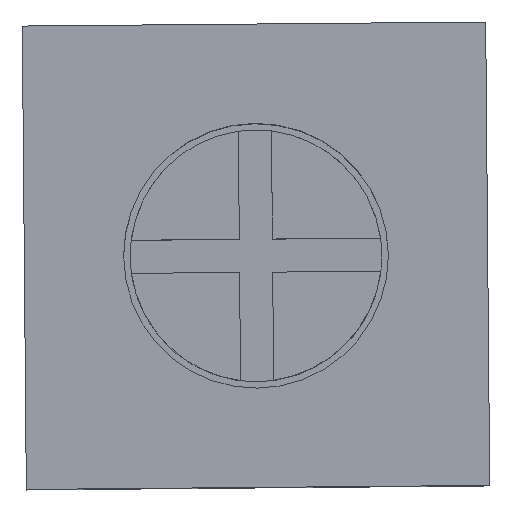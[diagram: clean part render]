
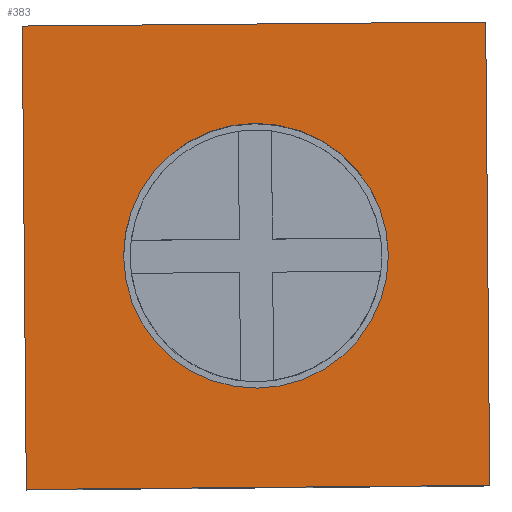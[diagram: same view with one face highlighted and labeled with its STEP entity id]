
A CAD part, top view. The second image highlights one B-rep face of the part: STEP entity #383.
In plain terms, the highlighted planar face has unit normal (0, 0, 1).
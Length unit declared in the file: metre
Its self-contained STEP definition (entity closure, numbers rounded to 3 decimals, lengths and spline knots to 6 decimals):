
#17=FACE_BOUND('',#64,.T.);
#18=PLANE('',#429);
#40=FACE_OUTER_BOUND('',#63,.T.);
#63=EDGE_LOOP('',(#276,#277,#278,#279));
#64=EDGE_LOOP('',(#280));
#87=LINE('',#585,#129);
#88=LINE('',#587,#130);
#89=LINE('',#589,#131);
#90=LINE('',#590,#132);
#129=VECTOR('',#472,1.);
#130=VECTOR('',#473,1.);
#131=VECTOR('',#474,1.);
#132=VECTOR('',#475,1.);
#171=CIRCLE('',#428,0.002);
#183=VERTEX_POINT('',#579);
#184=VERTEX_POINT('',#583);
#185=VERTEX_POINT('',#584);
#186=VERTEX_POINT('',#586);
#187=VERTEX_POINT('',#588);
#220=EDGE_CURVE('',#183,#183,#171,.T.);
#221=EDGE_CURVE('',#184,#185,#87,.F.);
#222=EDGE_CURVE('',#186,#184,#88,.F.);
#223=EDGE_CURVE('',#187,#186,#89,.F.);
#224=EDGE_CURVE('',#185,#187,#90,.F.);
#276=ORIENTED_EDGE('',*,*,#221,.F.);
#277=ORIENTED_EDGE('',*,*,#222,.F.);
#278=ORIENTED_EDGE('',*,*,#223,.F.);
#279=ORIENTED_EDGE('',*,*,#224,.F.);
#280=ORIENTED_EDGE('',*,*,#220,.F.);
#383=ADVANCED_FACE('',(#40,#17),#18,.T.);
#428=AXIS2_PLACEMENT_3D('',#581,#468,#469);
#429=AXIS2_PLACEMENT_3D('',#582,#470,#471);
#468=DIRECTION('center_axis',(0.,0.,
1.));
#469=DIRECTION('ref_axis',(-1.,-0.009,0.));
#470=DIRECTION('center_axis',(0.,0.,
1.));
#471=DIRECTION('ref_axis',(-1.,-0.009,0.));
#472=DIRECTION('',(-1.,-0.009,0.));
#473=DIRECTION('',(0.009,-1.,0.));
#474=DIRECTION('',(1.,0.009,0.));
#475=DIRECTION('',(-0.009,1.,0.));
#579=CARTESIAN_POINT('',(0.014889,0.007858,0.01055));
#581=CARTESIAN_POINT('Origin',(0.012889,0.007841,0.01055));
#582=CARTESIAN_POINT('Origin',(0.01642,0.004371,0.01055));
#583=CARTESIAN_POINT('',(0.009359,0.01131,0.01055));
#584=CARTESIAN_POINT('',(0.016359,0.011371,0.01055));
#585=CARTESIAN_POINT('',(0.014609,0.011356,0.01055));
#586=CARTESIAN_POINT('',(0.00942,0.00431,0.01055));
#587=CARTESIAN_POINT('',(0.009405,0.00606,0.01055));
#588=CARTESIAN_POINT('',(0.01642,0.004371,0.01055));
#589=CARTESIAN_POINT('',(0.01467,0.004356,0.01055));
#590=CARTESIAN_POINT('',(0.016404,0.006121,0.01055));
